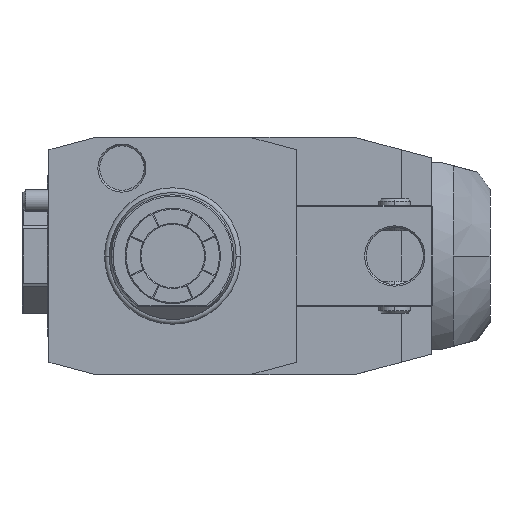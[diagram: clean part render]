
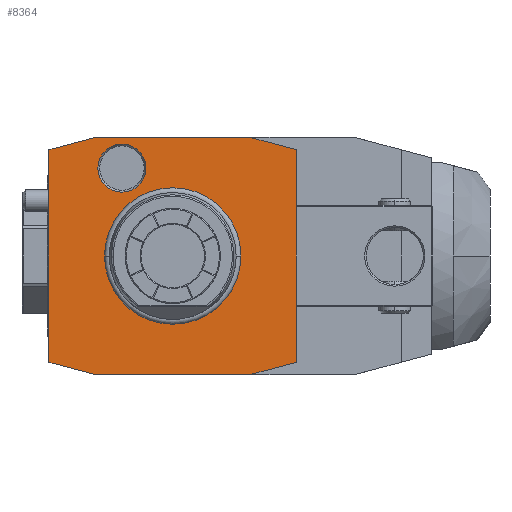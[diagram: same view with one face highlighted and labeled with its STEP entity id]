
A CAD part, front view. The second image highlights one B-rep face of the part: STEP entity #8364.
In plain terms, the highlighted planar face has unit normal (0, -1, 0).
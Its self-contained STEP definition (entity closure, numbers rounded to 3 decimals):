
#1=DIRECTION('',(-1.,0.,0.));
#2=VECTOR('',#1,48.);
#3=CARTESIAN_POINT('',(24.,0.,37.5));
#4=LINE('',#3,#2);
#5=DIRECTION('',(-0.966,0.,0.259));
#6=VECTOR('',#5,15.529);
#7=CARTESIAN_POINT('',(39.,0.,33.481));
#8=LINE('',#7,#6);
#9=DIRECTION('',(0.,0.,1.));
#10=VECTOR('',#9,66.962);
#11=CARTESIAN_POINT('',(39.,0.,-33.481));
#12=LINE('',#11,#10);
#13=DIRECTION('',(0.966,0.,0.259));
#14=VECTOR('',#13,15.529);
#15=CARTESIAN_POINT('',(24.,0.,-37.5));
#16=LINE('',#15,#14);
#17=DIRECTION('',(1.,0.,0.));
#18=VECTOR('',#17,48.);
#19=CARTESIAN_POINT('',(-24.,0.,-37.5));
#20=LINE('',#19,#18);
#21=DIRECTION('',(0.966,0.,-0.259));
#22=VECTOR('',#21,15.529);
#23=CARTESIAN_POINT('',(-39.,0.,-33.481));
#24=LINE('',#23,#22);
#25=DIRECTION('',(0.,0.,-1.));
#26=VECTOR('',#25,66.962);
#27=CARTESIAN_POINT('',(-39.,0.,33.481));
#28=LINE('',#27,#26);
#29=DIRECTION('',(-0.966,0.,-0.259));
#30=VECTOR('',#29,15.529);
#31=CARTESIAN_POINT('',(-24.,0.,37.5));
#32=LINE('',#31,#30);
#33=CARTESIAN_POINT('',(-16.,0.,27.713));
#34=DIRECTION('',(0.,1.,0.));
#35=DIRECTION('',(1.,0.,0.));
#36=AXIS2_PLACEMENT_3D('',#33,#34,#35);
#38=CARTESIAN_POINT('',(-16.,0.,27.713));
#39=DIRECTION('',(0.,1.,0.));
#40=DIRECTION('',(-1.,0.,0.));
#41=AXIS2_PLACEMENT_3D('',#38,#39,#40);
#5171=CARTESIAN_POINT('',(0.,0.,0.));
#5172=DIRECTION('',(0.,-1.,0.));
#5173=DIRECTION('',(1.,0.,0.));
#5174=AXIS2_PLACEMENT_3D('',#5171,#5172,#5173);
#5176=CARTESIAN_POINT('',(0.,0.,0.));
#5177=DIRECTION('',(0.,-1.,0.));
#5178=DIRECTION('',(-1.,0.,0.));
#5179=AXIS2_PLACEMENT_3D('',#5176,#5177,#5178);
#7372=CARTESIAN_POINT('',(-8.423,0.,27.713));
#7373=CARTESIAN_POINT('',(-23.577,0.,27.713));
#7374=VERTEX_POINT('',#7372);
#7375=VERTEX_POINT('',#7373);
#8123=CARTESIAN_POINT('',(24.,0.,37.5));
#8124=CARTESIAN_POINT('',(-24.,0.,37.5));
#8125=VERTEX_POINT('',#8123);
#8126=VERTEX_POINT('',#8124);
#8127=CARTESIAN_POINT('',(-39.,0.,33.481));
#8128=VERTEX_POINT('',#8127);
#8129=CARTESIAN_POINT('',(-39.,0.,-33.481));
#8130=VERTEX_POINT('',#8129);
#8131=CARTESIAN_POINT('',(-24.,0.,-37.5));
#8132=VERTEX_POINT('',#8131);
#8133=CARTESIAN_POINT('',(24.,0.,-37.5));
#8134=VERTEX_POINT('',#8133);
#8135=CARTESIAN_POINT('',(39.,0.,-33.481));
#8136=VERTEX_POINT('',#8135);
#8137=CARTESIAN_POINT('',(39.,0.,33.481));
#8138=VERTEX_POINT('',#8137);
#8231=CARTESIAN_POINT('',(21.137,0.,0.));
#8232=CARTESIAN_POINT('',(-21.137,0.,0.));
#8233=VERTEX_POINT('',#8231);
#8234=VERTEX_POINT('',#8232);
#8329=CARTESIAN_POINT('',(0.,0.,0.));
#8330=DIRECTION('',(0.,-1.,0.));
#8331=DIRECTION('',(-1.,0.,0.));
#8332=AXIS2_PLACEMENT_3D('',#8329,#8330,#8331);
#8333=PLANE('',#8332);
#8335=ORIENTED_EDGE('',*,*,#8334,.F.);
#8337=ORIENTED_EDGE('',*,*,#8336,.F.);
#8339=ORIENTED_EDGE('',*,*,#8338,.F.);
#8341=ORIENTED_EDGE('',*,*,#8340,.F.);
#8343=ORIENTED_EDGE('',*,*,#8342,.F.);
#8345=ORIENTED_EDGE('',*,*,#8344,.F.);
#8347=ORIENTED_EDGE('',*,*,#8346,.F.);
#8349=ORIENTED_EDGE('',*,*,#8348,.F.);
#8350=EDGE_LOOP('',(#8335,#8337,#8339,#8341,#8343,#8345,#8347,#8349));
#8351=FACE_OUTER_BOUND('',#8350,.F.);
#8353=ORIENTED_EDGE('',*,*,#8352,.T.);
#8355=ORIENTED_EDGE('',*,*,#8354,.T.);
#8356=EDGE_LOOP('',(#8353,#8355));
#8357=FACE_BOUND('',#8356,.F.);
#8359=ORIENTED_EDGE('',*,*,#8358,.F.);
#8361=ORIENTED_EDGE('',*,*,#8360,.F.);
#8362=EDGE_LOOP('',(#8359,#8361));
#8363=FACE_BOUND('',#8362,.F.);
#37=CIRCLE('',#36,7.577);
#42=CIRCLE('',#41,7.577);
#5175=CIRCLE('',#5174,21.137);
#5180=CIRCLE('',#5179,21.137);
#8334=EDGE_CURVE('',#8125,#8126,#4,.T.);
#8336=EDGE_CURVE('',#8138,#8125,#8,.T.);
#8338=EDGE_CURVE('',#8136,#8138,#12,.T.);
#8340=EDGE_CURVE('',#8134,#8136,#16,.T.);
#8342=EDGE_CURVE('',#8132,#8134,#20,.T.);
#8344=EDGE_CURVE('',#8130,#8132,#24,.T.);
#8346=EDGE_CURVE('',#8128,#8130,#28,.T.);
#8348=EDGE_CURVE('',#8126,#8128,#32,.T.);
#8352=EDGE_CURVE('',#8233,#8234,#5175,.T.);
#8354=EDGE_CURVE('',#8234,#8233,#5180,.T.);
#8358=EDGE_CURVE('',#7374,#7375,#37,.T.);
#8360=EDGE_CURVE('',#7375,#7374,#42,.T.);
#8364=ADVANCED_FACE('',(#8351,#8357,#8363),#8333,.T.);
